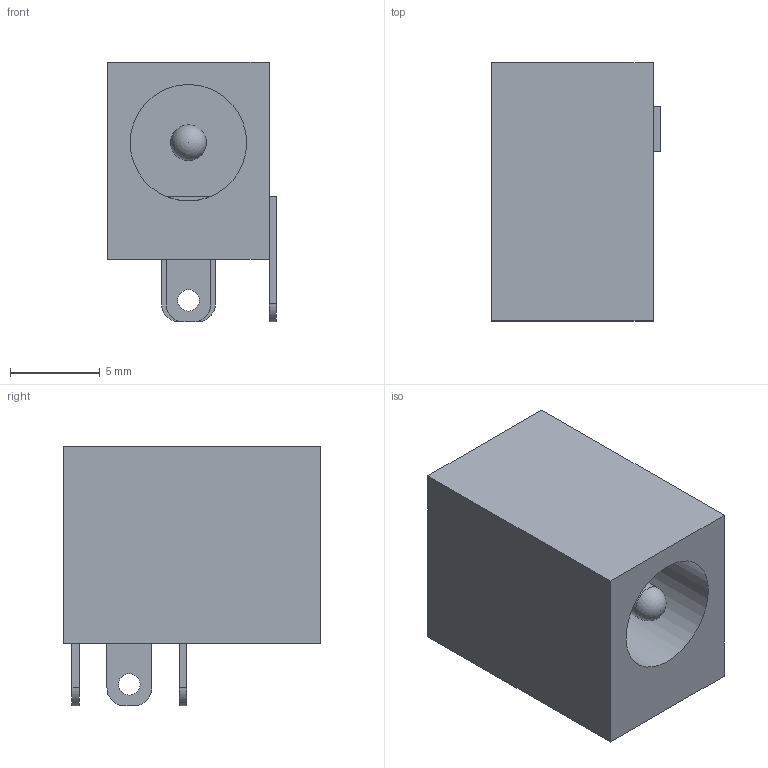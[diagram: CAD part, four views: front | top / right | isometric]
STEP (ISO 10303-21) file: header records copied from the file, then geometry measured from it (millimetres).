
FILE_DESCRIPTION(('FreeCAD Model'),'2;1');
FILE_NAME('Open CASCADE Shape Model','2025-10-09T19:16:32',(''),(''), 'Open CASCADE STEP processor 7.8','FreeCAD','Unknown');
FILE_SCHEMA(('AUTOMOTIVE_DESIGN { 1 0 10303 214 1 1 1 1 }'));
Length unit declared in the file: millimetre
Products named in the file (1): CUI_PJ002A_Model
Bounding box: 9.4 x 14.4 x 14.5 mm (x, y, z)
Volume: 1135.6 mm3; surface area: 1098.9 mm2
Topology: 1 solids, 1 shells, 38 faces, 93 edges, 61 vertices
Faces by surface type: plane 26, cylinder 11, sphere 1
Full cylindrical faces by diameter (mm): 1.2 x3, 2 x1, 6.5 x1
Entity records: 1490 total; most frequent: DIRECTION 195, CARTESIAN_POINT 192, ORIENTED_EDGE 184, EDGE_CURVE 92, LINE 67, VECTOR 67, AXIS2_PLACEMENT_3D 64, VERTEX_POINT 61
